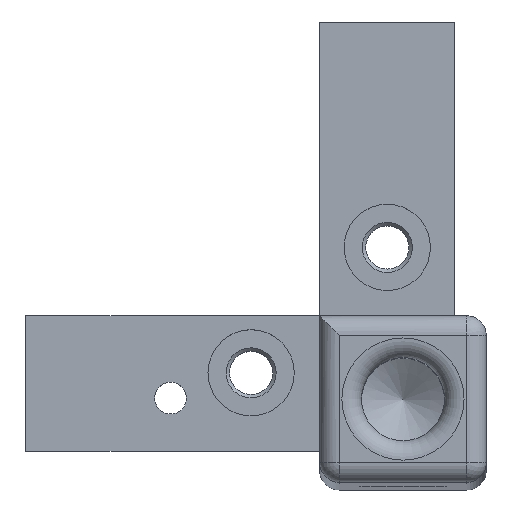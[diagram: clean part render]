
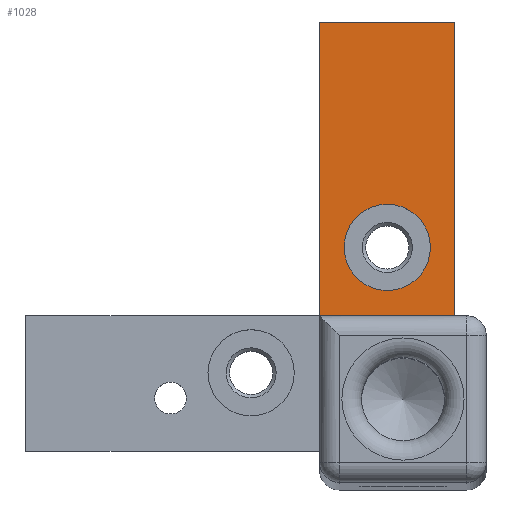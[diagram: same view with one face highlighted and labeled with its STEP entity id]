
A CAD part, top view. The second image highlights one B-rep face of the part: STEP entity #1028.
In plain terms, the highlighted planar face has unit normal (0, 0, 1).
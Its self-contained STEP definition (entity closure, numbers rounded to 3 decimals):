
#44=FACE_BOUND('',#378,.T.);
#68=PLANE('',#1150);
#80=LINE('',#1572,#157);
#121=LINE('',#1726,#198);
#124=LINE('',#1730,#201);
#126=LINE('',#1733,#203);
#157=VECTOR('',#1231,10.);
#198=VECTOR('',#1404,10.);
#201=VECTOR('',#1409,10.);
#203=VECTOR('',#1413,10.);
#295=FACE_OUTER_BOUND('',#377,.T.);
#377=EDGE_LOOP('',(#858,#859,#860,#861));
#378=EDGE_LOOP('',(#862));
#455=CIRCLE('',#1141,2.2);
#487=VERTEX_POINT('',#1569);
#488=VERTEX_POINT('',#1571);
#525=VERTEX_POINT('',#1693);
#534=VERTEX_POINT('',#1723);
#535=VERTEX_POINT('',#1725);
#576=EDGE_CURVE('',#487,#488,#80,.T.);
#635=EDGE_CURVE('',#525,#525,#455,.T.);
#651=EDGE_CURVE('',#535,#534,#121,.T.);
#654=EDGE_CURVE('',#487,#535,#124,.T.);
#656=EDGE_CURVE('',#534,#488,#126,.T.);
#858=ORIENTED_EDGE('',*,*,#656,.T.);
#859=ORIENTED_EDGE('',*,*,#576,.F.);
#860=ORIENTED_EDGE('',*,*,#654,.T.);
#861=ORIENTED_EDGE('',*,*,#651,.T.);
#862=ORIENTED_EDGE('',*,*,#635,.T.);
#1028=ADVANCED_FACE('',(#295,#44),#68,.T.);
#1141=AXIS2_PLACEMENT_3D('',#1694,#1375,#1376);
#1150=AXIS2_PLACEMENT_3D('',#1734,#1414,#1415);
#1231=DIRECTION('',(-1.,0.,0.));
#1375=DIRECTION('center_axis',(0.,0.,-1.));
#1376=DIRECTION('ref_axis',(1.,0.,0.));
#1404=DIRECTION('',(-1.,0.,0.));
#1409=DIRECTION('',(0.,1.,0.));
#1413=DIRECTION('',(0.,-1.,0.));
#1414=DIRECTION('center_axis',(0.,0.,1.));
#1415=DIRECTION('ref_axis',(1.,0.,0.));
#1569=CARTESIAN_POINT('',(2.65,4.25,218.5));
#1571=CARTESIAN_POINT('',(-4.25,4.25,218.5));
#1572=CARTESIAN_POINT('',(-2.525,4.25,218.5));
#1693=CARTESIAN_POINT('',(-3.,7.75,218.5));
#1694=CARTESIAN_POINT('Origin',(-0.8,7.75,218.5));
#1723=CARTESIAN_POINT('',(-4.25,19.25,218.5));
#1725=CARTESIAN_POINT('',(2.65,19.25,218.5));
#1726=CARTESIAN_POINT('',(2.65,19.25,218.5));
#1730=CARTESIAN_POINT('',(2.65,4.25,218.5));
#1733=CARTESIAN_POINT('',(-4.25,19.25,218.5));
#1734=CARTESIAN_POINT('Origin',(-0.8,11.75,218.5));
